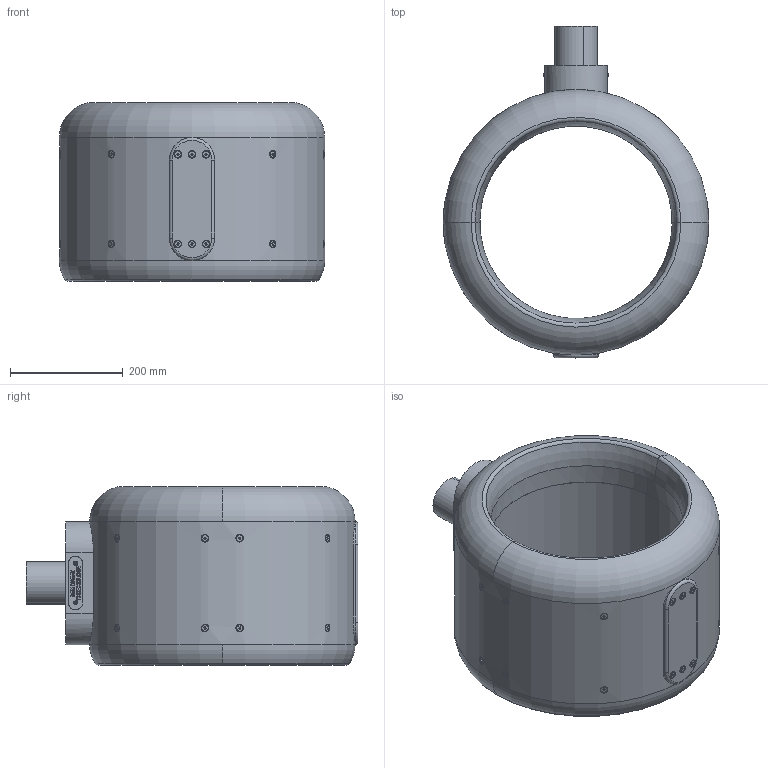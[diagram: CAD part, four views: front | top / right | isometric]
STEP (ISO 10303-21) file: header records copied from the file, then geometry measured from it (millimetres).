
FILE_DESCRIPTION (( 'STEP AP214' ), '1' );
FILE_NAME ('P-341-530-rev-A.STEP', '2024-05-24T12:24:21', ( '' ), ( '' ), 'SwSTEP 2.0', 'SolidWorks 2023', '' );
FILE_SCHEMA (( 'AUTOMOTIVE_DESIGN' ));
Length unit declared in the file: millimetre
Products named in the file (1): P-341-530-rev-A
Bounding box: 470 x 587.5 x 315.13 mm (x, y, z)
Volume: 23398998 mm3; surface area: 967898.4 mm2
Topology: 1 solids, 26 shells, 1232 faces, 3048 edges, 1902 vertices
Faces by surface type: plane 689, cylinder 201, cone 156, bspline 136, torus 42, sphere 8
Entity records: 46255 total; most frequent: CARTESIAN_POINT 17912, ORIENTED_EDGE 5976, DIRECTION 5508, EDGE_CURVE 2988, LINE 1924, VECTOR 1924, VERTEX_POINT 1902, AXIS2_PLACEMENT_3D 1792
